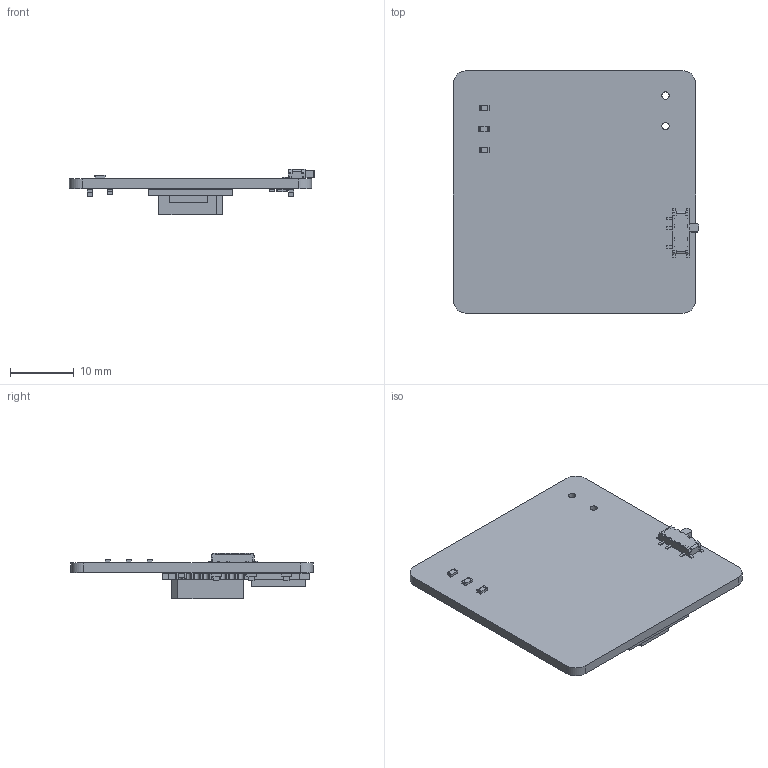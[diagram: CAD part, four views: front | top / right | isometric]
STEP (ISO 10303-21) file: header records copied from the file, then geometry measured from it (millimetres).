
FILE_DESCRIPTION(('KiCad electronic assembly'),'2;1');
FILE_NAME('UWB Fly.step','2025-12-27T21:01:13',('Pcbnew'),('Kicad'), 'Open CASCADE STEP processor 7.9','KiCad to STEP converter','Unknown' );
FILE_SCHEMA(('AUTOMOTIVE_DESIGN { 1 0 10303 214 1 1 1 1 }'));
Length unit declared in the file: millimetre
Products named in the file (8): UWB Fly 1; R_0603_1608Metric; SSSS811101; LED_0603_1608Metric; C_0603_1608Metric; DWM1000; UWB Fly_PCB; UWB Fly 2
Assembly tree (18 placements, depth 2):
  UWB Fly 1
    R_0603_1608Metric  x9
    SSSS811101
    LED_0603_1608Metric  x4
    C_0603_1608Metric  x2
    DWM1000
    UWB Fly_PCB
  UWB Fly 2
Bounding box: 38.47 x 38 x 7.08 mm (x, y, z)
Volume: 2894.5 mm3; surface area: 4155.7 mm2
Topology: 23 solids, 23 shells, 1008 faces, 2686 edges, 1736 vertices
Faces by surface type: plane 780, cylinder 224, cone 4
Full cylindrical faces by diameter (mm): 0.9 x2, 1.15 x2
Entity records: 22431 total; most frequent: CARTESIAN_POINT 3390, ORIENTED_EDGE 3342, DIRECTION 3281, EDGE_CURVE 1671, LINE 1343, VECTOR 1343, VERTEX_POINT 1078, AXIS2_PLACEMENT_3D 969
